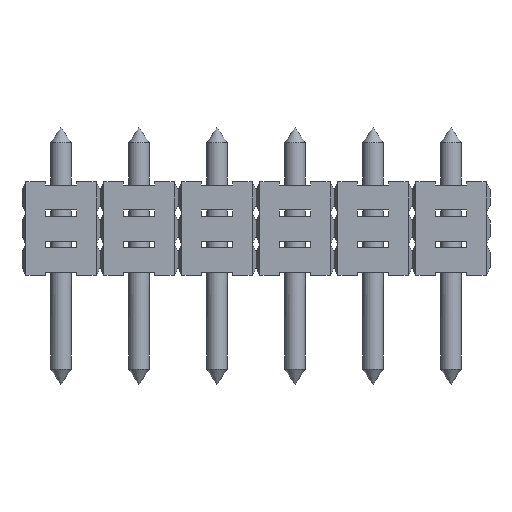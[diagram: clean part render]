
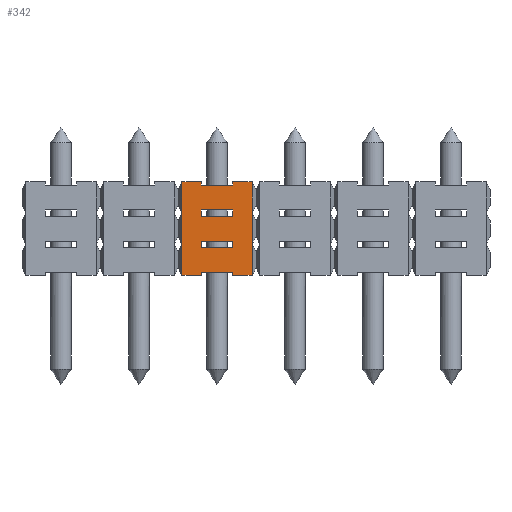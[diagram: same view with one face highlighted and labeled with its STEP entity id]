
A CAD part, front view. The second image highlights one B-rep face of the part: STEP entity #342.
In plain terms, the highlighted planar face has unit normal (0, -1, 0).
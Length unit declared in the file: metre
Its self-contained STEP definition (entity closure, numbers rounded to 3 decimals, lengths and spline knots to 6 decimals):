
#342=ADVANCED_FACE('',(#979,#980,#981),#982,.T.);
#979=FACE_BOUND('',#2000,.T.);
#980=FACE_OUTER_BOUND('',#2001,.T.);
#981=FACE_BOUND('',#2002,.T.);
#982=PLANE('',#2003);
#2000=EDGE_LOOP('',(#3039,#3040,#3041,#3042));
#2001=EDGE_LOOP('',(#3043,#3044,#3045,#3046,#3047,#3048,#3049,#3050,#3051,#3052,#3053,#3054,#3055,#3056,#3057,#3058));
#2002=EDGE_LOOP('',(#3059,#3060,#3061,#3062));
#2003=AXIS2_PLACEMENT_3D('',#3063,#3064,#3065);
#3039=ORIENTED_EDGE('',*,*,#5672,.T.);
#3040=ORIENTED_EDGE('',*,*,#5673,.T.);
#3041=ORIENTED_EDGE('',*,*,#5674,.T.);
#3042=ORIENTED_EDGE('',*,*,#5675,.T.);
#3043=ORIENTED_EDGE('',*,*,#5669,.F.);
#3044=ORIENTED_EDGE('',*,*,#5676,.F.);
#3045=ORIENTED_EDGE('',*,*,#5677,.F.);
#3046=ORIENTED_EDGE('',*,*,#5678,.T.);
#3047=ORIENTED_EDGE('',*,*,#5679,.T.);
#3048=ORIENTED_EDGE('',*,*,#5680,.T.);
#3049=ORIENTED_EDGE('',*,*,#5681,.T.);
#3050=ORIENTED_EDGE('',*,*,#5682,.T.);
#3051=ORIENTED_EDGE('',*,*,#5683,.F.);
#3052=ORIENTED_EDGE('',*,*,#5684,.F.);
#3053=ORIENTED_EDGE('',*,*,#5685,.F.);
#3054=ORIENTED_EDGE('',*,*,#5686,.T.);
#3055=ORIENTED_EDGE('',*,*,#5687,.T.);
#3056=ORIENTED_EDGE('',*,*,#5688,.T.);
#3057=ORIENTED_EDGE('',*,*,#5689,.T.);
#3058=ORIENTED_EDGE('',*,*,#5690,.T.);
#3059=ORIENTED_EDGE('',*,*,#5691,.T.);
#3060=ORIENTED_EDGE('',*,*,#5692,.T.);
#3061=ORIENTED_EDGE('',*,*,#5693,.T.);
#3062=ORIENTED_EDGE('',*,*,#5694,.T.);
#3063=CARTESIAN_POINT('',(0.1,-0.03466,-0.038506));
#3064=DIRECTION('',(0.0,-1.0,0.));
#3065=DIRECTION('',(0.0,0.,-1.0));
#5669=EDGE_CURVE('',#6709,#6711,#6712,.T.);
#5672=EDGE_CURVE('',#6715,#6716,#6717,.T.);
#5673=EDGE_CURVE('',#6716,#6718,#6719,.T.);
#5674=EDGE_CURVE('',#6718,#6720,#6721,.T.);
#5675=EDGE_CURVE('',#6720,#6715,#6722,.T.);
#5676=EDGE_CURVE('',#6723,#6709,#6724,.T.);
#5677=EDGE_CURVE('',#6725,#6723,#6726,.T.);
#5678=EDGE_CURVE('',#6725,#6727,#6728,.T.);
#5679=EDGE_CURVE('',#6727,#6729,#6730,.T.);
#5680=EDGE_CURVE('',#6729,#6731,#6732,.T.);
#5681=EDGE_CURVE('',#6731,#6733,#6734,.T.);
#5682=EDGE_CURVE('',#6733,#6735,#6736,.T.);
#5683=EDGE_CURVE('',#6737,#6735,#6738,.T.);
#5684=EDGE_CURVE('',#6739,#6737,#6740,.T.);
#5685=EDGE_CURVE('',#6741,#6739,#6742,.T.);
#5686=EDGE_CURVE('',#6741,#6743,#6744,.T.);
#5687=EDGE_CURVE('',#6743,#6745,#6746,.T.);
#5688=EDGE_CURVE('',#6745,#6747,#6748,.T.);
#5689=EDGE_CURVE('',#6747,#6749,#6750,.T.);
#5690=EDGE_CURVE('',#6749,#6711,#6751,.T.);
#5691=EDGE_CURVE('',#6752,#6753,#6754,.T.);
#5692=EDGE_CURVE('',#6753,#6755,#6756,.T.);
#5693=EDGE_CURVE('',#6755,#6757,#6758,.T.);
#5694=EDGE_CURVE('',#6757,#6752,#6759,.T.);
#6709=VERTEX_POINT('',#8156);
#6711=VERTEX_POINT('',#8159);
#6712=LINE('',#8160,#8161);
#6715=VERTEX_POINT('',#8165);
#6716=VERTEX_POINT('',#8166);
#6717=LINE('',#8167,#8168);
#6718=VERTEX_POINT('',#8169);
#6719=LINE('',#8170,#8171);
#6720=VERTEX_POINT('',#8172);
#6721=LINE('',#8173,#8174);
#6722=LINE('',#8175,#8176);
#6723=VERTEX_POINT('',#8177);
#6724=LINE('',#8178,#8179);
#6725=VERTEX_POINT('',#8180);
#6726=LINE('',#8181,#8182);
#6727=VERTEX_POINT('',#8183);
#6728=LINE('',#8184,#8185);
#6729=VERTEX_POINT('',#8186);
#6730=LINE('',#8187,#8188);
#6731=VERTEX_POINT('',#8189);
#6732=LINE('',#8190,#8191);
#6733=VERTEX_POINT('',#8192);
#6734=LINE('',#8193,#8194);
#6735=VERTEX_POINT('',#8195);
#6736=LINE('',#8196,#8197);
#6737=VERTEX_POINT('',#8198);
#6738=LINE('',#8199,#8200);
#6739=VERTEX_POINT('',#8201);
#6740=LINE('',#8202,#8203);
#6741=VERTEX_POINT('',#8204);
#6742=LINE('',#8205,#8206);
#6743=VERTEX_POINT('',#8207);
#6744=LINE('',#8208,#8209);
#6745=VERTEX_POINT('',#8210);
#6746=LINE('',#8211,#8212);
#6747=VERTEX_POINT('',#8213);
#6748=LINE('',#8214,#8215);
#6749=VERTEX_POINT('',#8216);
#6750=LINE('',#8217,#8218);
#6751=LINE('',#8219,#8220);
#6752=VERTEX_POINT('',#8221);
#6753=VERTEX_POINT('',#8222);
#6754=LINE('',#8223,#8224);
#6755=VERTEX_POINT('',#8225);
#6756=LINE('',#8226,#8227);
#6757=VERTEX_POINT('',#8228);
#6758=LINE('',#8229,#8230);
#6759=LINE('',#8231,#8232);
#8156=CARTESIAN_POINT('',(0.0934,-0.03466,-0.002));
#8159=CARTESIAN_POINT('',(0.0934,-0.03466,0.));
#8160=CARTESIAN_POINT('',(0.0934,-0.03466,-0.038506));
#8161=VECTOR('',#10220,1.0);
#8165=CARTESIAN_POINT('',(0.09465,-0.03466,-0.0038));
#8166=CARTESIAN_POINT('',(0.09665,-0.03466,-0.0038));
#8167=CARTESIAN_POINT('',(0.09665,-0.03466,-0.0038));
#8168=VECTOR('',#10222,1.0);
#8169=CARTESIAN_POINT('',(0.09665,-0.03466,-0.0042));
#8170=CARTESIAN_POINT('',(0.09665,-0.03466,-0.004));
#8171=VECTOR('',#10223,1.0);
#8172=CARTESIAN_POINT('',(0.09465,-0.03466,-0.0042));
#8173=CARTESIAN_POINT('',(0.09465,-0.03466,-0.0042));
#8174=VECTOR('',#10224,1.0);
#8175=CARTESIAN_POINT('',(0.09465,-0.03466,-0.0038));
#8176=VECTOR('',#10225,1.0);
#8177=CARTESIAN_POINT('',(0.0934,-0.03466,-0.004));
#8178=CARTESIAN_POINT('',(0.0934,-0.03466,-0.040506));
#8179=VECTOR('',#10226,1.0);
#8180=CARTESIAN_POINT('',(0.0934,-0.03466,-0.006));
#8181=CARTESIAN_POINT('',(0.0934,-0.03466,-0.042506));
#8182=VECTOR('',#10227,1.0);
#8183=CARTESIAN_POINT('',(0.09465,-0.03466,-0.006));
#8184=CARTESIAN_POINT('',(0.09465,-0.03466,-0.006));
#8185=VECTOR('',#10228,1.0);
#8186=CARTESIAN_POINT('',(0.09465,-0.03466,-0.0058));
#8187=CARTESIAN_POINT('',(0.09465,-0.03466,-0.0058));
#8188=VECTOR('',#10229,1.0);
#8189=CARTESIAN_POINT('',(0.09665,-0.03466,-0.0058));
#8190=CARTESIAN_POINT('',(0.09665,-0.03466,-0.0058));
#8191=VECTOR('',#10230,1.0);
#8192=CARTESIAN_POINT('',(0.09665,-0.03466,-0.006));
#8193=CARTESIAN_POINT('',(0.09665,-0.03466,-0.006));
#8194=VECTOR('',#10231,1.0);
#8195=CARTESIAN_POINT('',(0.0979,-0.03466,-0.006));
#8196=CARTESIAN_POINT('',(0.0979,-0.03466,-0.006));
#8197=VECTOR('',#10232,1.0);
#8198=CARTESIAN_POINT('',(0.0979,-0.03466,-0.004));
#8199=CARTESIAN_POINT('',(0.0979,-0.03466,-0.042506));
#8200=VECTOR('',#10233,1.0);
#8201=CARTESIAN_POINT('',(0.0979,-0.03466,-0.002));
#8202=CARTESIAN_POINT('',(0.0979,-0.03466,-0.040506));
#8203=VECTOR('',#10234,1.0);
#8204=CARTESIAN_POINT('',(0.0979,-0.03466,0.));
#8205=CARTESIAN_POINT('',(0.0979,-0.03466,-0.038506));
#8206=VECTOR('',#10235,1.0);
#8207=CARTESIAN_POINT('',(0.09665,-0.03466,0.));
#8208=CARTESIAN_POINT('',(0.09665,-0.03466,0.));
#8209=VECTOR('',#10236,1.0);
#8210=CARTESIAN_POINT('',(0.09665,-0.03466,-0.0002));
#8211=CARTESIAN_POINT('',(0.09665,-0.03466,-0.0002));
#8212=VECTOR('',#10237,1.0);
#8213=CARTESIAN_POINT('',(0.09465,-0.03466,-0.0002));
#8214=CARTESIAN_POINT('',(0.09465,-0.03466,-0.0002));
#8215=VECTOR('',#10238,1.0);
#8216=CARTESIAN_POINT('',(0.09465,-0.03466,0.));
#8217=CARTESIAN_POINT('',(0.09465,-0.03466,0.));
#8218=VECTOR('',#10239,1.0);
#8219=CARTESIAN_POINT('',(0.0934,-0.03466,0.));
#8220=VECTOR('',#10240,1.0);
#8221=CARTESIAN_POINT('',(0.09665,-0.03466,-0.0018));
#8222=CARTESIAN_POINT('',(0.09665,-0.03466,-0.0022));
#8223=CARTESIAN_POINT('',(0.09665,-0.03466,-0.002));
#8224=VECTOR('',#10241,1.0);
#8225=CARTESIAN_POINT('',(0.09465,-0.03466,-0.0022));
#8226=CARTESIAN_POINT('',(0.09465,-0.03466,-0.0022));
#8227=VECTOR('',#10242,1.0);
#8228=CARTESIAN_POINT('',(0.09465,-0.03466,-0.0018));
#8229=CARTESIAN_POINT('',(0.09465,-0.03466,-0.0018));
#8230=VECTOR('',#10243,1.0);
#8231=CARTESIAN_POINT('',(0.09665,-0.03466,-0.0018));
#8232=VECTOR('',#10244,1.0);
#10220=DIRECTION('',(0.,0.,1.0));
#10222=DIRECTION('',(1.0,0.0,0.0));
#10223=DIRECTION('',(0.0,0.,-1.0));
#10224=DIRECTION('',(-1.0,-0.0,0.0));
#10225=DIRECTION('',(0.0,0.,1.0));
#10226=DIRECTION('',(0.,0.,1.0));
#10227=DIRECTION('',(0.,0.,1.0));
#10228=DIRECTION('',(1.0,0.0,0.0));
#10229=DIRECTION('',(0.0,0.,1.0));
#10230=DIRECTION('',(1.0,0.0,0.0));
#10231=DIRECTION('',(0.0,0.,-1.0));
#10232=DIRECTION('',(1.0,0.0,0.0));
#10233=DIRECTION('',(0.,0.,-1.0));
#10234=DIRECTION('',(0.,0.,-1.0));
#10235=DIRECTION('',(0.,0.,-1.0));
#10236=DIRECTION('',(-1.0,-0.0,0.0));
#10237=DIRECTION('',(0.0,0.,-1.0));
#10238=DIRECTION('',(-1.0,-0.0,0.0));
#10239=DIRECTION('',(0.0,0.,1.0));
#10240=DIRECTION('',(-1.0,-0.0,0.0));
#10241=DIRECTION('',(0.0,0.,-1.0));
#10242=DIRECTION('',(-1.0,-0.0,0.0));
#10243=DIRECTION('',(0.0,0.,1.0));
#10244=DIRECTION('',(1.0,0.0,0.0));
